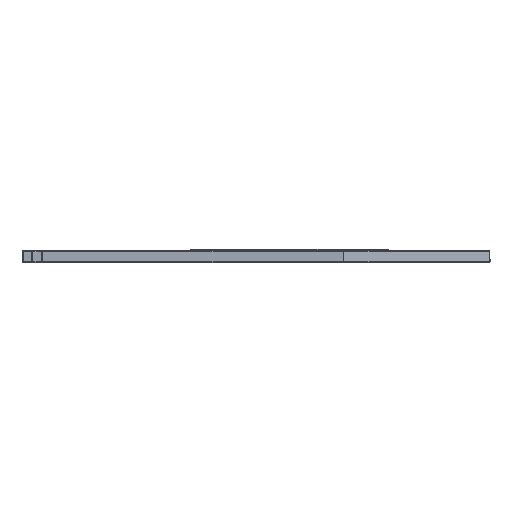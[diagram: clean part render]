
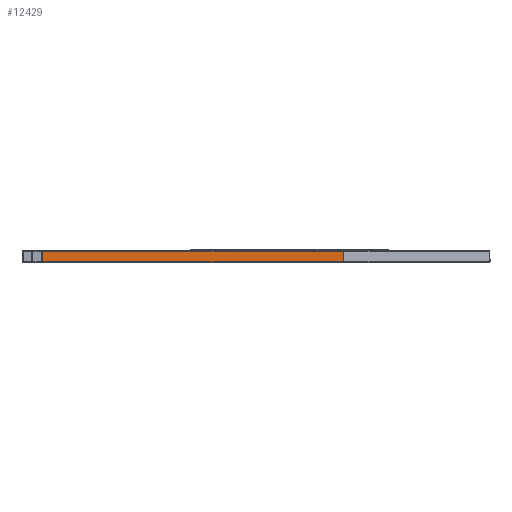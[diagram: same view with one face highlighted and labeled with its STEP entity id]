
A CAD part, left-side view. The second image highlights one B-rep face of the part: STEP entity #12429.
In plain terms, the highlighted planar face has unit normal (-1, 0, 0).
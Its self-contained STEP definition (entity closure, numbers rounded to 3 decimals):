
#1810=FACE_OUTER_BOUND('',#2653,.T.);
#2653=EDGE_LOOP('',(#10216,#10217,#10218,#10219));
#3197=LINE('',#19032,#4260);
#3803=LINE('',#22004,#4866);
#3804=LINE('',#22011,#4867);
#3805=LINE('',#22013,#4868);
#4260=VECTOR('',#14835,10.);
#4866=VECTOR('',#16841,10.);
#4867=VECTOR('',#16852,10.);
#4868=VECTOR('',#16855,10.);
#5364=VERTEX_POINT('',#18927);
#5396=VERTEX_POINT('',#19025);
#5997=VERTEX_POINT('',#22003);
#5998=VERTEX_POINT('',#22009);
#6491=EDGE_CURVE('',#5396,#5364,#3197,.T.);
#7485=EDGE_CURVE('',#5364,#5997,#3803,.T.);
#7489=EDGE_CURVE('',#5997,#5998,#3804,.T.);
#7490=EDGE_CURVE('',#5998,#5396,#3805,.T.);
#10216=ORIENTED_EDGE('',*,*,#7485,.T.);
#10217=ORIENTED_EDGE('',*,*,#7489,.T.);
#10218=ORIENTED_EDGE('',*,*,#7490,.T.);
#10219=ORIENTED_EDGE('',*,*,#6491,.T.);
#11864=PLANE('',#13674);
#12429=ADVANCED_FACE('',(#1810),#11864,.F.);
#13674=AXIS2_PLACEMENT_3D('',#22012,#16853,#16854);
#14835=DIRECTION('',(0.,-1.,0.));
#16841=DIRECTION('',(0.,0.,1.));
#16852=DIRECTION('',(0.,1.,0.));
#16853=DIRECTION('center_axis',(1.,0.,0.));
#16854=DIRECTION('ref_axis',(0.,1.,0.));
#16855=DIRECTION('',(0.,0.,-1.));
#18927=CARTESIAN_POINT('',(6.006,-63.886,10.75));
#19025=CARTESIAN_POINT('',(6.006,9.681,10.75));
#19032=CARTESIAN_POINT('',(6.006,-16.309,10.75));
#22003=CARTESIAN_POINT('',(6.006,-63.886,13.25));
#22004=CARTESIAN_POINT('',(6.006,-63.886,12.3));
#22009=CARTESIAN_POINT('',(6.006,9.681,13.25));
#22011=CARTESIAN_POINT('',(6.006,-53.252,13.25));
#22012=CARTESIAN_POINT('Origin',(6.006,-63.954,12.3));
#22013=CARTESIAN_POINT('',(6.006,9.681,12.3));
